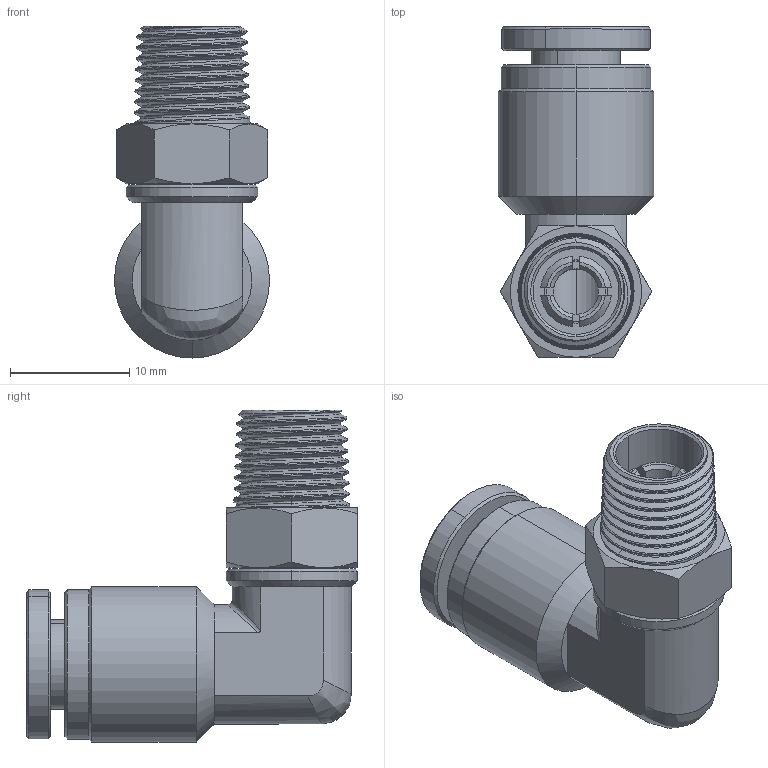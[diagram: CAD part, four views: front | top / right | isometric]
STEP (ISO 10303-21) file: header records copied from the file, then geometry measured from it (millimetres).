
FILE_DESCRIPTION (( 'STEP AP214' ), '1' );
FILE_NAME ('MES6R1-8W.STEP', '2018-07-20T16:55:44', ( '' ), ( '' ), 'SwSTEP 2.0', 'SolidWorks 2016', '' );
FILE_SCHEMA (( 'AUTOMOTIVE_DESIGN' ));
Length unit declared in the file: millimetre
Products named in the file (1): MES6R1-8W
Bounding box: 13 x 27.7 x 27.8 mm (x, y, z)
Volume: 2755.5 mm3; surface area: 4618.5 mm2
Topology: 7 solids, 7 shells, 457 faces, 1233 edges, 798 vertices
Faces by surface type: plane 161, cone 156, cylinder 85, bspline 53, torus 2
Entity records: 26544 total; most frequent: CARTESIAN_POINT 10716, ORIENTED_EDGE 2462, DIRECTION 1976, EDGE_CURVE 1231, AXIS2_PLACEMENT_3D 798, VERTEX_POINT 798, EDGE_LOOP 481, UNCERTAINTY_MEASURE_WITH_UNIT 466
